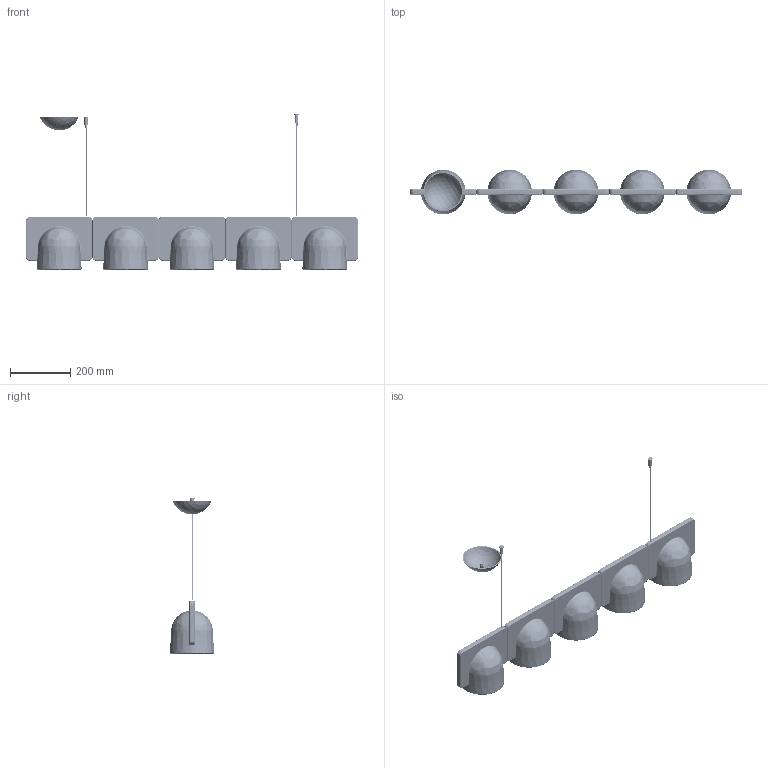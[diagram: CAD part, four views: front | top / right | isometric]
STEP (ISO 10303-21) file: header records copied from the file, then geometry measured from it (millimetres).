
FILE_DESCRIPTION((''),'2;1');
FILE_NAME('Igloo 5 DOWN.stp','2014-11-04T09:19:16',('RRiva'),(''),'Autodesk Inventor 2013','Autodesk Inventor 2013','');
FILE_SCHEMA(('AUTOMOTIVE_DESIGN { 1 0 10303 214 1 1 1 1 }'));
Length unit declared in the file: centimetre
Products named in the file (11): Igloo 5 DOWN; 003426800_ITALSTAMP_08_05_2014; 003426803; 003419604; TIRANTE ACCIAIO_MIR2; 003426800_ITALSTAMP_08_05_2014_MIR4; 003426800_ITALSTAMP_08_05_2014_MIR4_MIR; 003426800_ITALSTAMP_08_05_2014_MIR4_MIR_MIR; 003426800_ITALSTAMP_08_05_2014_MIR4_MIR_MIR_MIR; TIRANTE ACCIAIO_MIR2_MIR5; TIRANTE SACLA
Assembly tree (20 placements, depth 2):
  Igloo 5 DOWN
    003426800_ITALSTAMP_08_05_2014  x2
    003426803  x5
    003419604
    TIRANTE ACCIAIO_MIR2
    003426800_ITALSTAMP_08_05_2014_MIR4  x2
    003426800_ITALSTAMP_08_05_2014_MIR4_MIR  x2
    003426800_ITALSTAMP_08_05_2014_MIR4_MIR_MIR  x2
    003426800_ITALSTAMP_08_05_2014_MIR4_MIR_MIR_MIR  x2
    TIRANTE ACCIAIO_MIR2_MIR5
    TIRANTE SACLA  x2
Bounding box: 1100.03 x 147.26 x 514.09 mm (x, y, z)
Volume: 1849664.7 mm3; surface area: 1383036.6 mm2
Topology: 20 solids, 20 shells, 6729 faces, 18490 edges, 12371 vertices
Faces by surface type: plane 4522, cylinder 927, bspline 595, cone 373, sphere 242, torus 70
Full cylindrical faces by diameter (mm): 2 x3, 2.5 x2, 2.979 x40, 4.171 x120, 4.965 x40, 5.462 x40, 6 x3, 7.944 x40, 12 x2, 16 x2, 140.7 x5
Entity records: 124857 total; most frequent: CARTESIAN_POINT 45372, ORIENTED_EDGE 16094, DIRECTION 14882, EDGE_CURVE 8047, VECTOR 5936, LINE 5936, VERTEX_POINT 5469, AXIS2_PLACEMENT_3D 4473
